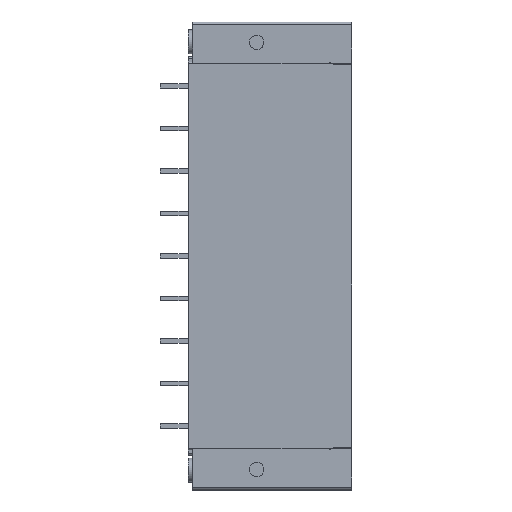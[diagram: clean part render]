
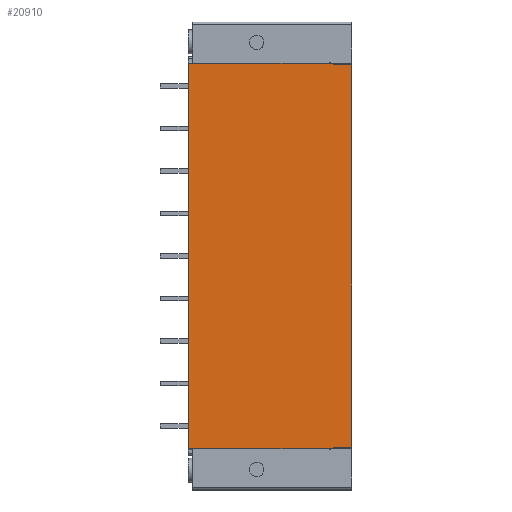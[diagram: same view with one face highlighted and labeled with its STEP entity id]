
A CAD part, top view. The second image highlights one B-rep face of the part: STEP entity #20910.
In plain terms, the highlighted planar face has unit normal (0, 0, 1).
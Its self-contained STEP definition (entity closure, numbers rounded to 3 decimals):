
#1670=DIRECTION('',(0.,1.,0.));
#1671=VECTOR('',#1670,68.58);
#1672=CARTESIAN_POINT('',(14.625,1.4,7.145));
#1673=LINE('',#1672,#1671);
#6121=CARTESIAN_POINT('',(-14.625,70.228,7.143));
#6129=CARTESIAN_POINT('',(-14.625,1.152,7.143));
#6743=DIRECTION('',(-1.,0.,0.));
#6744=VECTOR('',#6743,24.861);
#6745=CARTESIAN_POINT('',(10.986,1.15,7.142));
#6746=LINE('',#6745,#6744);
#6747=DIRECTION('',(1.,-0.002,-0.002));
#6748=VECTOR('',#6747,0.75);
#6749=CARTESIAN_POINT('',(-14.625,1.152,7.143));
#6750=LINE('',#6749,#6748);
#6751=DIRECTION('',(0.,1.,0.));
#6752=VECTOR('',#6751,69.076);
#6753=CARTESIAN_POINT('',(-14.625,1.152,7.143));
#6754=LINE('',#6753,#6752);
#6755=DIRECTION('',(-1.,-0.002,0.002));
#6756=VECTOR('',#6755,0.75);
#6757=CARTESIAN_POINT('',(-13.875,70.23,7.141));
#6758=LINE('',#6757,#6756);
#6759=DIRECTION('',(-1.,0.,0.));
#6760=VECTOR('',#6759,24.861);
#6761=CARTESIAN_POINT('',(10.986,70.23,7.142));
#6762=LINE('',#6761,#6760);
#6763=DIRECTION('',(-0.907,0.421,-0.006));
#6764=VECTOR('',#6763,0.594);
#6765=CARTESIAN_POINT('',(11.525,69.98,7.145));
#6766=LINE('',#6765,#6764);
#6767=DIRECTION('',(-1.,0.,0.));
#6768=VECTOR('',#6767,3.1);
#6769=CARTESIAN_POINT('',(14.625,69.98,7.145));
#6770=LINE('',#6769,#6768);
#6771=DIRECTION('',(-1.,0.,0.));
#6772=VECTOR('',#6771,3.1);
#6773=CARTESIAN_POINT('',(14.625,1.4,7.145));
#6774=LINE('',#6773,#6772);
#6775=DIRECTION('',(-0.907,-0.421,-0.006));
#6776=VECTOR('',#6775,0.594);
#6777=CARTESIAN_POINT('',(11.525,1.4,7.145));
#6778=LINE('',#6777,#6776);
#9949=CARTESIAN_POINT('',(14.625,1.4,7.145));
#9950=CARTESIAN_POINT('',(11.525,1.4,7.145));
#9951=VERTEX_POINT('',#9949);
#9952=VERTEX_POINT('',#9950);
#9985=VERTEX_POINT('',#6129);
#10446=VERTEX_POINT('',#6121);
#10616=CARTESIAN_POINT('',(14.625,69.98,7.145));
#10617=CARTESIAN_POINT('',(11.525,69.98,7.145));
#10618=VERTEX_POINT('',#10616);
#10619=VERTEX_POINT('',#10617);
#12022=CARTESIAN_POINT('',(10.986,70.23,7.142));
#12023=CARTESIAN_POINT('',(-13.875,70.23,7.141));
#12024=VERTEX_POINT('',#12022);
#12025=VERTEX_POINT('',#12023);
#12192=CARTESIAN_POINT('',(-13.875,1.15,7.141));
#12193=VERTEX_POINT('',#12192);
#12198=CARTESIAN_POINT('',(10.986,1.15,7.142));
#12199=VERTEX_POINT('',#12198);
#20889=CARTESIAN_POINT('',(-14.625,0.,7.145));
#20890=DIRECTION('',(0.,0.,1.));
#20891=DIRECTION('',(1.,0.,0.));
#20892=AXIS2_PLACEMENT_3D('',#20889,#20890,#20891);
#20893=PLANE('',#20892);
#20894=ORIENTED_EDGE('',*,*,#20240,.T.);
#20896=ORIENTED_EDGE('',*,*,#20895,.F.);
#20897=ORIENTED_EDGE('',*,*,#20434,.T.);
#20898=ORIENTED_EDGE('',*,*,#20882,.F.);
#20900=ORIENTED_EDGE('',*,*,#20899,.F.);
#20902=ORIENTED_EDGE('',*,*,#20901,.F.);
#20904=ORIENTED_EDGE('',*,*,#20903,.F.);
#20905=ORIENTED_EDGE('',*,*,#12793,.F.);
#20906=ORIENTED_EDGE('',*,*,#20182,.T.);
#20907=ORIENTED_EDGE('',*,*,#20214,.T.);
#20908=EDGE_LOOP('',(#20894,#20896,#20897,#20898,#20900,#20902,#20904,#20905,
#20906,#20907));
#20909=FACE_OUTER_BOUND('',#20908,.F.);
#20910=ADVANCED_FACE('',(#20909),#20893,.T.);
#12793=EDGE_CURVE('',#9951,#10618,#1673,.T.);
#20182=EDGE_CURVE('',#9951,#9952,#6774,.T.);
#20214=EDGE_CURVE('',#9952,#12199,#6778,.T.);
#20240=EDGE_CURVE('',#12199,#12193,#6746,.T.);
#20434=EDGE_CURVE('',#9985,#10446,#6754,.T.);
#20882=EDGE_CURVE('',#12025,#10446,#6758,.T.);
#20895=EDGE_CURVE('',#9985,#12193,#6750,.T.);
#20899=EDGE_CURVE('',#12024,#12025,#6762,.T.);
#20901=EDGE_CURVE('',#10619,#12024,#6766,.T.);
#20903=EDGE_CURVE('',#10618,#10619,#6770,.T.);
